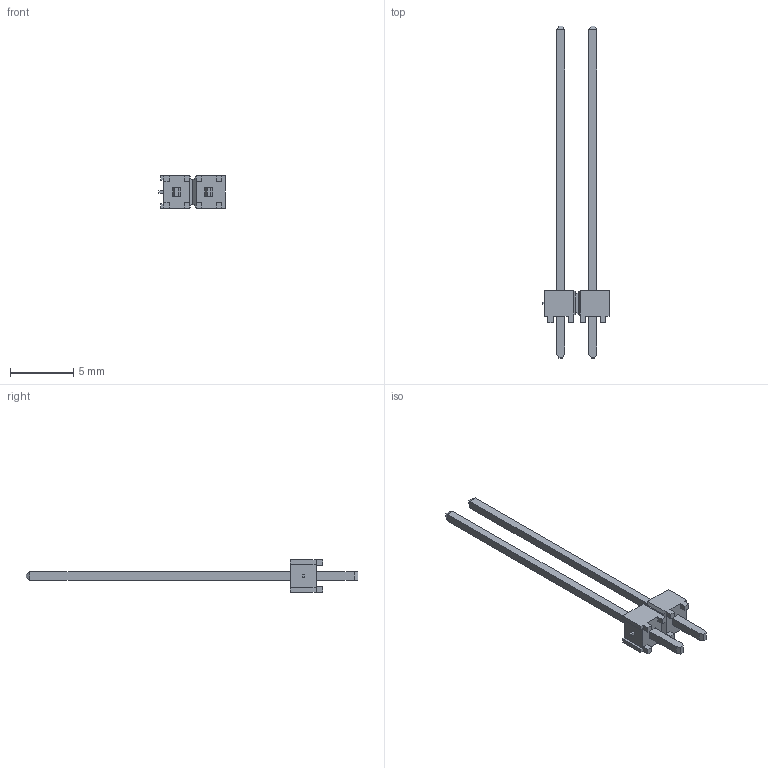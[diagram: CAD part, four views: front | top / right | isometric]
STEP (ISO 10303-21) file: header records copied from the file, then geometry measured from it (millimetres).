
FILE_DESCRIPTION( ( 'STEP AP214' ), '1' );
FILE_NAME( 'TSW-102-19-G-S.stp', '2020-08-27T10:15:44', ( 'License CC BY-ND 4.0' ), ( 'CADENAS' ), ' ', 'PARTsolutions', ' ' );
FILE_SCHEMA( ( 'AUTOMOTIVE_DESIGN { 1 0 10303 214 1 1 1 1 }' ) );
Length unit declared in the file: inch
Products named in the file (3): TSW-102-19-G-S; _TSW-102-19-G-S_body; _T-1S6-12-TSW-1-19-2-S
Assembly tree (2 placements, depth 2):
  TSW-102-19-G-S
    _TSW-102-19-G-S_body
    _T-1S6-12-TSW-1-19-2-S
Bounding box: 5.21 x 26.16 x 2.54 mm (x, y, z)
Volume: 45.1 mm3; surface area: 212.3 mm2
Topology: 2 solids, 2 shells, 107 faces, 274 edges, 176 vertices
Faces by surface type: plane 107
Entity records: 4066 total; most frequent: CARTESIAN_POINT 560, ORIENTED_EDGE 548, DIRECTION 494, EDGE_CURVE 274, LINE 274, VECTOR 274, VERTEX_POINT 176, EDGE_LOOP 116
